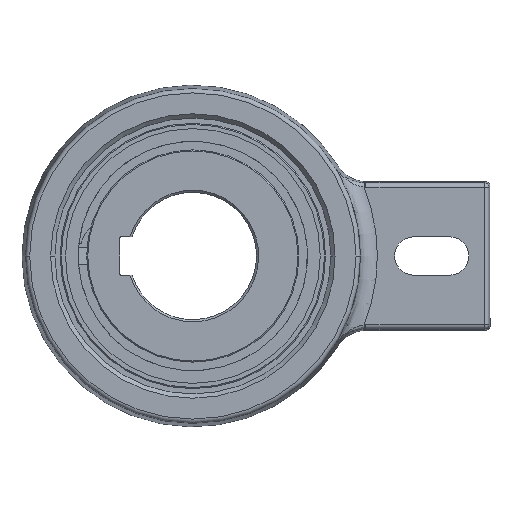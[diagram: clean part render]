
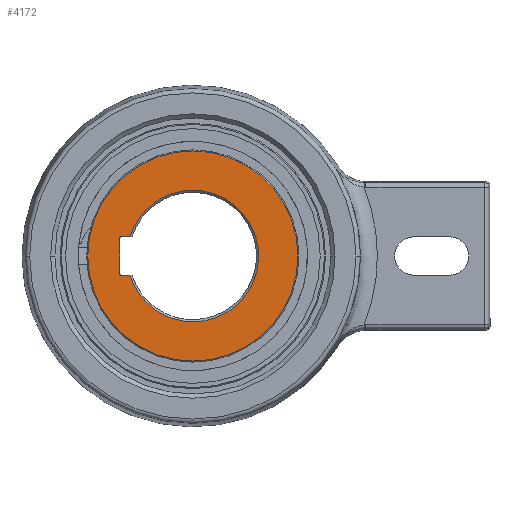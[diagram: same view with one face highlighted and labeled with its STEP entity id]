
A CAD part, left-side view. The second image highlights one B-rep face of the part: STEP entity #4172.
In plain terms, the highlighted planar face has unit normal (-1, 0, 0).
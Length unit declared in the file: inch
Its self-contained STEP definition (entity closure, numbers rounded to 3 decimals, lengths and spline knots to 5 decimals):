
#1309=CARTESIAN_POINT('',(-1.06299,0.,
0.));
#1310=DIRECTION('',(-1.,0.,0.));
#1311=DIRECTION('',(0.,1.,0.));
#1312=AXIS2_PLACEMENT_3D('',#1309,#1310,#1311);
#1314=CARTESIAN_POINT('',(-1.06299,0.,
0.));
#1315=DIRECTION('',(-1.,0.,0.));
#1316=DIRECTION('',(0.,0.,1.));
#1317=AXIS2_PLACEMENT_3D('',#1314,#1315,#1316);
#1319=CARTESIAN_POINT('',(-1.06299,0.,
0.));
#1320=DIRECTION('',(-1.,0.,0.));
#1321=DIRECTION('',(0.,-1.,0.));
#1322=AXIS2_PLACEMENT_3D('',#1319,#1320,#1321);
#1324=CARTESIAN_POINT('',(-1.06299,0.,
0.));
#1325=DIRECTION('',(-1.,0.,0.));
#1326=DIRECTION('',(0.,0.,-1.));
#1327=AXIS2_PLACEMENT_3D('',#1324,#1325,#1326);
#1329=DIRECTION('',(0.,1.,0.));
#1330=VECTOR('',#1329,0.17068);
#1331=CARTESIAN_POINT('',(-1.06299,1.16791,
-0.35433));
#1332=LINE('',#1331,#1330);
#1333=CARTESIAN_POINT('',(-1.06299,0.,0.));
#1334=DIRECTION('',(1.,0.,0.));
#1335=DIRECTION('',(0.,0.,-1.));
#1336=AXIS2_PLACEMENT_3D('',#1333,#1334,#1335);
#1338=CARTESIAN_POINT('',(-1.06299,0.,0.));
#1339=DIRECTION('',(1.,0.,0.));
#1340=DIRECTION('',(0.,-0.957,0.29));
#1341=AXIS2_PLACEMENT_3D('',#1338,#1339,#1340);
#1343=CARTESIAN_POINT('',(-1.06299,0.,0.));
#1344=DIRECTION('',(1.,0.,0.));
#1345=DIRECTION('',(0.,0.,1.));
#1346=AXIS2_PLACEMENT_3D('',#1343,#1344,#1345);
#1348=CARTESIAN_POINT('',(-1.06299,0.,0.));
#1349=DIRECTION('',(1.,0.,0.));
#1350=DIRECTION('',(0.,0.957,0.29));
#1351=AXIS2_PLACEMENT_3D('',#1348,#1349,#1350);
#1353=DIRECTION('',(0.,-1.,0.));
#1354=VECTOR('',#1353,0.17068);
#1355=CARTESIAN_POINT('',(-1.06299,1.33858,
0.35433));
#1356=LINE('',#1355,#1354);
#1357=CARTESIAN_POINT('',(-1.06299,1.33858,
0.33858));
#1358=DIRECTION('',(1.,0.,0.));
#1359=DIRECTION('',(0.,1.,0.));
#1360=AXIS2_PLACEMENT_3D('',#1357,#1358,#1359);
#1362=DIRECTION('',(0.,0.,1.));
#1363=VECTOR('',#1362,0.67717);
#1364=CARTESIAN_POINT('',(-1.06299,1.35433,
-0.33858));
#1365=LINE('',#1364,#1363);
#1366=CARTESIAN_POINT('',(-1.06299,1.33858,
-0.33858));
#1367=DIRECTION('',(1.,0.,0.));
#1368=DIRECTION('',(0.,0.,-1.));
#1369=AXIS2_PLACEMENT_3D('',#1366,#1367,#1368);
#1866=CARTESIAN_POINT('',(-1.06299,1.94882,
0.));
#1867=CARTESIAN_POINT('',(-1.06299,0.,
-1.94882));
#1868=VERTEX_POINT('',#1866);
#1869=VERTEX_POINT('',#1867);
#1870=CARTESIAN_POINT('',(-1.06299,-1.94882,
0.));
#1872=VERTEX_POINT('',#1870);
#1874=CARTESIAN_POINT('',(-1.06299,1.16791,
-0.35433));
#1875=CARTESIAN_POINT('',(-1.06299,1.33858,
-0.35433));
#1876=VERTEX_POINT('',#1874);
#1877=VERTEX_POINT('',#1875);
#1878=CARTESIAN_POINT('',(-1.06299,0.,
1.94882));
#1879=VERTEX_POINT('',#1878);
#1884=CARTESIAN_POINT('',(-1.06299,1.35433,
-0.33858));
#1885=VERTEX_POINT('',#1884);
#1886=CARTESIAN_POINT('',(-1.06299,0.,-1.22047));
#1887=VERTEX_POINT('',#1886);
#1892=CARTESIAN_POINT('',(-1.06299,1.35433,
0.33858));
#1893=VERTEX_POINT('',#1892);
#1894=CARTESIAN_POINT('',(-1.06299,-1.16791,
0.35433));
#1895=VERTEX_POINT('',#1894);
#1901=CARTESIAN_POINT('',(-1.06299,1.33858,
0.35433));
#1902=VERTEX_POINT('',#1901);
#1905=CARTESIAN_POINT('',(-1.06299,0.,1.22047));
#1906=VERTEX_POINT('',#1905);
#1911=CARTESIAN_POINT('',(-1.06299,1.16791,
0.35433));
#1912=VERTEX_POINT('',#1911);
#4141=CARTESIAN_POINT('',(-1.06299,0.,0.));
#4142=DIRECTION('',(1.,0.,0.));
#4143=DIRECTION('',(0.,-1.,0.));
#4144=AXIS2_PLACEMENT_3D('',#4141,#4142,#4143);
#4145=PLANE('',#4144);
#4146=ORIENTED_EDGE('',*,*,#4131,.F.);
#4147=ORIENTED_EDGE('',*,*,#4116,.F.);
#4148=ORIENTED_EDGE('',*,*,#4114,.F.);
#4149=ORIENTED_EDGE('',*,*,#4133,.F.);
#4150=EDGE_LOOP('',(#4146,#4147,#4148,#4149));
#4151=FACE_OUTER_BOUND('',#4150,.F.);
#4153=ORIENTED_EDGE('',*,*,#4152,.F.);
#4155=ORIENTED_EDGE('',*,*,#4154,.F.);
#4157=ORIENTED_EDGE('',*,*,#4156,.F.);
#4159=ORIENTED_EDGE('',*,*,#4158,.F.);
#4161=ORIENTED_EDGE('',*,*,#4160,.F.);
#4163=ORIENTED_EDGE('',*,*,#4162,.F.);
#4165=ORIENTED_EDGE('',*,*,#4164,.F.);
#4167=ORIENTED_EDGE('',*,*,#4166,.F.);
#4169=ORIENTED_EDGE('',*,*,#4168,.F.);
#4170=EDGE_LOOP('',(#4153,#4155,#4157,#4159,#4161,#4163,#4165,#4167,#4169));
#4171=FACE_BOUND('',#4170,.F.);
#1313=CIRCLE('',#1312,1.94882);
#1318=CIRCLE('',#1317,1.94882);
#1323=CIRCLE('',#1322,1.94882);
#1328=CIRCLE('',#1327,1.94882);
#1337=CIRCLE('',#1336,1.22047);
#1342=CIRCLE('',#1341,1.22047);
#1347=CIRCLE('',#1346,1.22047);
#1352=CIRCLE('',#1351,1.22047);
#1361=CIRCLE('',#1360,0.01575);
#1370=CIRCLE('',#1369,0.01575);
#4114=EDGE_CURVE('',#1872,#1879,#1323,.T.);
#4116=EDGE_CURVE('',#1879,#1868,#1318,.T.);
#4131=EDGE_CURVE('',#1868,#1869,#1313,.T.);
#4133=EDGE_CURVE('',#1869,#1872,#1328,.T.);
#4152=EDGE_CURVE('',#1876,#1877,#1332,.T.);
#4154=EDGE_CURVE('',#1887,#1876,#1337,.T.);
#4156=EDGE_CURVE('',#1895,#1887,#1342,.T.);
#4158=EDGE_CURVE('',#1906,#1895,#1347,.T.);
#4160=EDGE_CURVE('',#1912,#1906,#1352,.T.);
#4162=EDGE_CURVE('',#1902,#1912,#1356,.T.);
#4164=EDGE_CURVE('',#1893,#1902,#1361,.T.);
#4166=EDGE_CURVE('',#1885,#1893,#1365,.T.);
#4168=EDGE_CURVE('',#1877,#1885,#1370,.T.);
#4172=ADVANCED_FACE('',(#4151,#4171),#4145,.F.);
